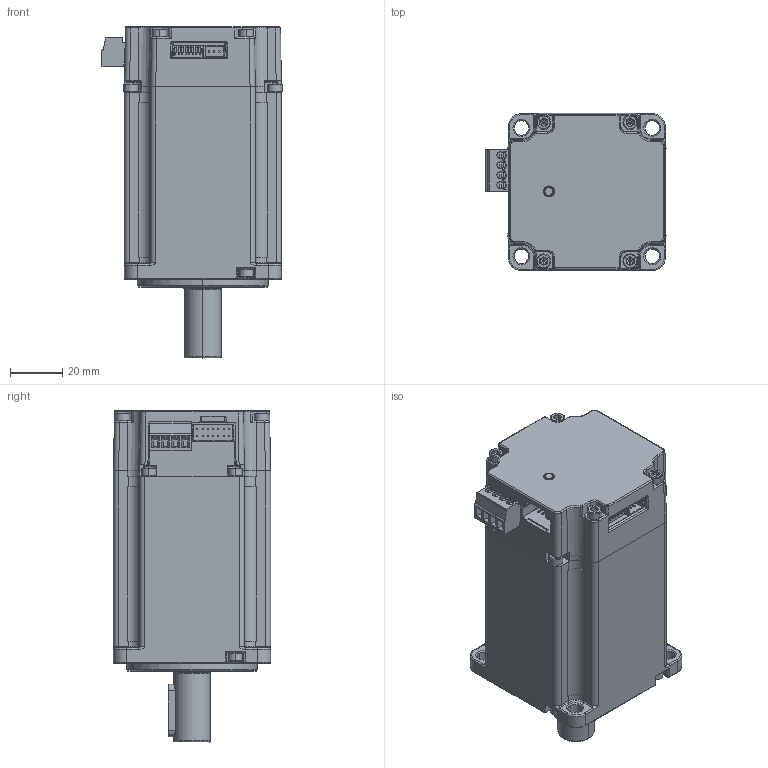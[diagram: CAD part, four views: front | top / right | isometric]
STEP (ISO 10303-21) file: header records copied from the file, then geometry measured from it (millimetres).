
FILE_DESCRIPTION((''),'2;1');
FILE_NAME('RT-IDV400','2025-03-27T15:38:54',('ruiwe'),(''),'CREO PARAMETRIC BY PTC INC, 2021063','CREO PARAMETRIC BY PTC INC, 2021063','');
FILE_SCHEMA(('CONFIG_CONTROL_DESIGN','SHAPE_APPEARANCE_LAYERS_GROUPS'));
Products named in the file (1): RT-IDV400
Bounding box: 68.74 x 60 x 126.75 mm (x, y, z)
Volume: 110627.2 mm3; surface area: 89761.3 mm2
Topology: 2 solids, 26 shells, 2650 faces, 7014 edges, 4438 vertices
Faces by surface type: plane 1210, cylinder 808, cone 257, bspline 200, torus 107, sphere 64, extrusion 4
Entity records: 107259 total; most frequent: CARTESIAN_POINT 26289, ORIENTED_EDGE 13500, DIRECTION 12987, EDGE_CURVE 6963, VERTEX_POINT 4437, AXIS2_PLACEMENT_3D 4379, VECTOR 4229, LINE 4225
